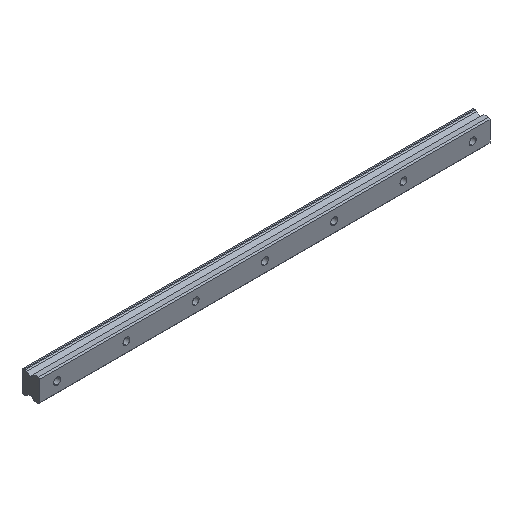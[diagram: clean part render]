
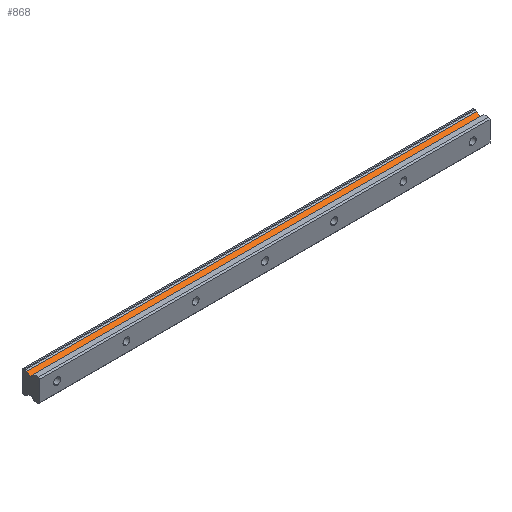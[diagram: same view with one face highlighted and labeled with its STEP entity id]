
A CAD part, isometric view. The second image highlights one B-rep face of the part: STEP entity #868.
In plain terms, the highlighted planar face has unit normal (0, -0.506, 0.863).
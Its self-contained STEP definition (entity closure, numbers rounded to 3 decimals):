
#44 = CARTESIAN_POINT ( 'NONE',  ( 375., 11.593, 9.004 ) ) ;
#265 = LINE ( 'NONE', #432, #330 ) ;
#330 = VECTOR ( 'NONE', #1534, 1000. ) ;
#335 = AXIS2_PLACEMENT_3D ( 'NONE', #1218, #399, #903 ) ;
#395 = CARTESIAN_POINT ( 'NONE',  ( 375., 11.593, 9.004 ) ) ;
#399 = DIRECTION ( 'NONE',  ( 0., 0.506, -0.862 ) ) ;
#416 = DIRECTION ( 'NONE',  ( 1., 0., 0. ) ) ;
#432 = CARTESIAN_POINT ( 'NONE',  ( -15., 11.593, 9.004 ) ) ;
#434 = VECTOR ( 'NONE', #416, 1000. ) ;
#490 = EDGE_LOOP ( 'NONE', ( #1223, #976, #567, #792 ) ) ;
#567 = ORIENTED_EDGE ( 'NONE', *, *, #730, .F. ) ;
#622 = CARTESIAN_POINT ( 'NONE',  ( 375., 11.593, 9.004 ) ) ;
#644 = VERTEX_POINT ( 'NONE', #44 ) ;
#719 = FACE_OUTER_BOUND ( 'NONE', #490, .T. ) ;
#730 = EDGE_CURVE ( 'NONE', #1265, #644, #1166, .T. ) ;
#792 = ORIENTED_EDGE ( 'NONE', *, *, #1619, .T. ) ;
#824 = VECTOR ( 'NONE', #1914, 1000. ) ;
#843 = VERTEX_POINT ( 'NONE', #1207 ) ;
#868 = ADVANCED_FACE ( 'NONE', ( #719 ), #1647, .F. ) ;
#883 = CARTESIAN_POINT ( 'NONE',  ( 375., 8.166, 6.994 ) ) ;
#903 = DIRECTION ( 'NONE',  ( 0., 0.862, 0.506 ) ) ;
#976 = ORIENTED_EDGE ( 'NONE', *, *, #1354, .F. ) ;
#1166 = LINE ( 'NONE', #395, #434 ) ;
#1207 = CARTESIAN_POINT ( 'NONE',  ( 375., 8.166, 6.994 ) ) ;
#1218 = CARTESIAN_POINT ( 'NONE',  ( 375., 11.593, 9.004 ) ) ;
#1223 = ORIENTED_EDGE ( 'NONE', *, *, #1852, .F. ) ;
#1229 = LINE ( 'NONE', #883, #1767 ) ;
#1235 = CARTESIAN_POINT ( 'NONE',  ( -15., 11.593, 9.004 ) ) ;
#1265 = VERTEX_POINT ( 'NONE', #1235 ) ;
#1354 = EDGE_CURVE ( 'NONE', #644, #843, #1409, .T. ) ;
#1409 = LINE ( 'NONE', #622, #824 ) ;
#1447 = CARTESIAN_POINT ( 'NONE',  ( -15., 8.166, 6.994 ) ) ;
#1531 = DIRECTION ( 'NONE',  ( -1., 0., 0. ) ) ;
#1534 = DIRECTION ( 'NONE',  ( 0., -0.862, -0.506 ) ) ;
#1619 = EDGE_CURVE ( 'NONE', #1265, #1903, #265, .T. ) ;
#1647 = PLANE ( 'NONE',  #335 ) ;
#1767 = VECTOR ( 'NONE', #1531, 1000. ) ;
#1852 = EDGE_CURVE ( 'NONE', #843, #1903, #1229, .T. ) ;
#1903 = VERTEX_POINT ( 'NONE', #1447 ) ;
#1914 = DIRECTION ( 'NONE',  ( 0., -0.862, -0.506 ) ) ;
